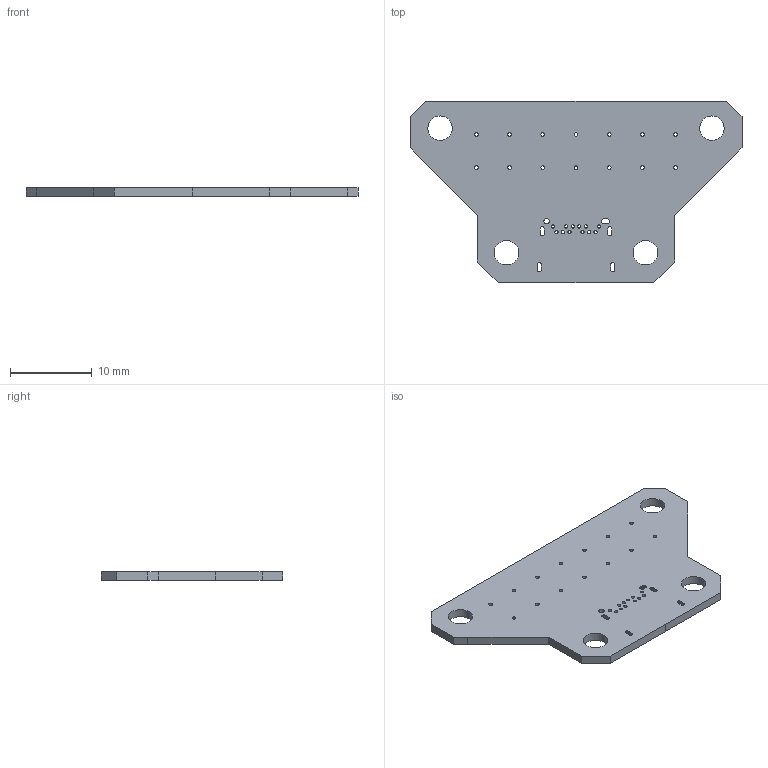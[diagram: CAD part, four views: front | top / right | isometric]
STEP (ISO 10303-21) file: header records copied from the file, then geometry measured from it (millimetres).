
FILE_DESCRIPTION(('KiCad electronic assembly'),'2;1');
FILE_NAME('commaPOGO.step','2024-02-13T20:39:13',('Pcbnew'),('Kicad'), 'Open CASCADE STEP processor 7.6','KiCad to STEP converter','Unknown' );
FILE_SCHEMA(('AUTOMOTIVE_DESIGN { 1 0 10303 214 1 1 1 1 }'));
Length unit declared in the file: millimetre
Products named in the file (2): commaPOGO 1; SaberCord_Copy_Male PCB
Assembly tree (1 placements, depth 2):
  commaPOGO 1
    SaberCord_Copy_Male PCB
Bounding box: 40.64 x 22.23 x 1.07 mm (x, y, z)
Volume: 699.7 mm3; surface area: 1520.8 mm2
Topology: 1 solids, 1 shells, 141 faces, 417 edges, 278 vertices
Faces by surface type: plane 110, cylinder 31
Full cylindrical faces by diameter (mm): 0.4 x12, 0.45 x14, 0.65 x1, 3 x4
Entity records: 10467 total; most frequent: CARTESIAN_POINT 2048, DIRECTION 1533, LINE 1123, VECTOR 1123, ORIENTED_EDGE 834, PCURVE 834, DEFINITIONAL_REPRESENTATION 834, EDGE_CURVE 417
